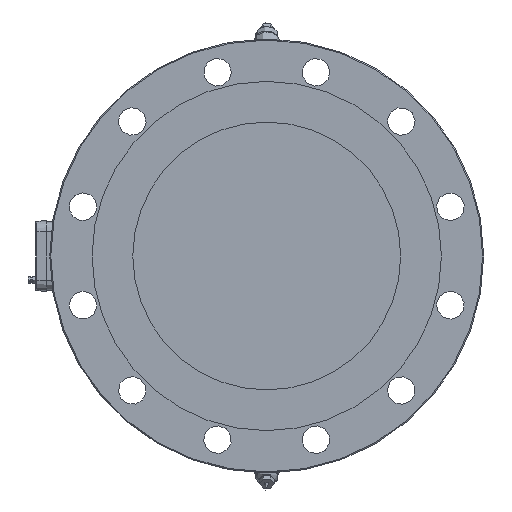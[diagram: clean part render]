
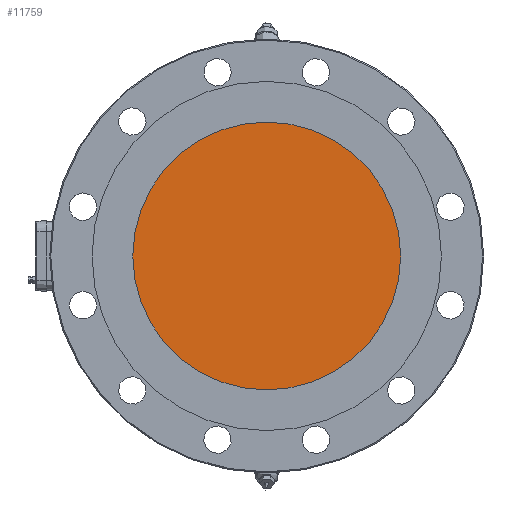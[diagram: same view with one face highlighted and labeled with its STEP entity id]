
A CAD part, left-side view. The second image highlights one B-rep face of the part: STEP entity #11759.
In plain terms, the highlighted planar face has unit normal (-1, 0, 0).
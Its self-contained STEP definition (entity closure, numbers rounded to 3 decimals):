
#2754=PLANE('',#12572);
#3422=FACE_OUTER_BOUND('',#4157,.T.);
#4157=EDGE_LOOP('',(#9275));
#4618=CIRCLE('',#12563,140.);
#5415=VERTEX_POINT('',#21129);
#6771=EDGE_CURVE('',#5415,#5415,#4618,.T.);
#9275=ORIENTED_EDGE('',*,*,#6771,.F.);
#11759=ADVANCED_FACE('',(#3422),#2754,.T.);
#12563=AXIS2_PLACEMENT_3D('',#21130,#14727,#14728);
#12572=AXIS2_PLACEMENT_3D('',#21808,#14757,#14758);
#14727=DIRECTION('center_axis',(1.,0.,0.));
#14728=DIRECTION('ref_axis',(0.,0.,-1.));
#14757=DIRECTION('center_axis',(-1.,0.,0.));
#14758=DIRECTION('ref_axis',(0.,0.,-1.));
#21129=CARTESIAN_POINT('',(-269.,0.,-140.));
#21130=CARTESIAN_POINT('Origin',(-269.,0.,0.));
#21808=CARTESIAN_POINT('Origin',(-269.,0.,0.));
